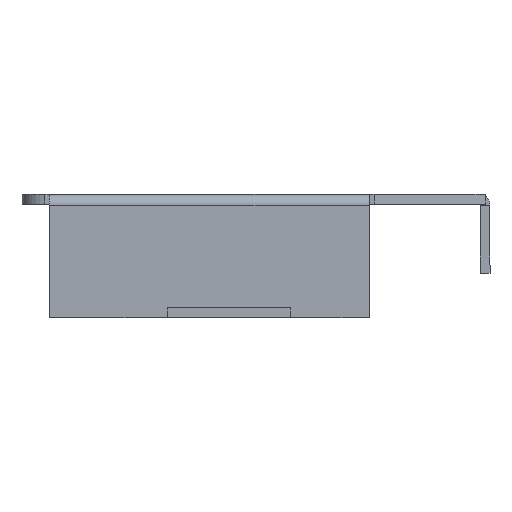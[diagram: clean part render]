
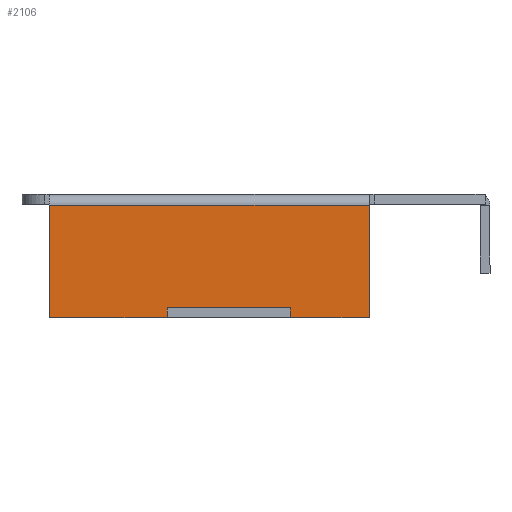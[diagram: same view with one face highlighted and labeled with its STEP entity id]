
A CAD part, left-side view. The second image highlights one B-rep face of the part: STEP entity #2106.
In plain terms, the highlighted planar face has unit normal (-1, 0, 0).
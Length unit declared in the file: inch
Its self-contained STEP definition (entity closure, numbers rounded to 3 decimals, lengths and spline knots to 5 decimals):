
#22 = CARTESIAN_POINT ( 'NONE',  ( 0.00046, 0.1225, -0.011 ) ) ;
#30 = VERTEX_POINT ( 'NONE', #1163 ) ;
#36 = LINE ( 'NONE', #579, #1429 ) ;
#62 = CARTESIAN_POINT ( 'NONE',  ( 0.00046, 0.2025, -0.115 ) ) ;
#103 = ORIENTED_EDGE ( 'NONE', *, *, #2238, .T. ) ;
#171 = PLANE ( 'NONE',  #244 ) ;
#211 = CARTESIAN_POINT ( 'NONE',  ( 0.00046, 0.3275, -0.125 ) ) ;
#244 = AXIS2_PLACEMENT_3D ( 'NONE', #360, #543, #1812 ) ;
#339 = ORIENTED_EDGE ( 'NONE', *, *, #1058, .F. ) ;
#360 = CARTESIAN_POINT ( 'NONE',  ( 0.00046, 0., 0. ) ) ;
#405 = CARTESIAN_POINT ( 'NONE',  ( 0.00046, 0.1225, -0.011 ) ) ;
#415 = DIRECTION ( 'NONE',  ( 0., 0., -1. ) ) ;
#470 = CARTESIAN_POINT ( 'NONE',  ( 0.00046, 0.1225, -0.125 ) ) ;
#480 = EDGE_CURVE ( 'NONE', #587, #2223, #2249, .T. ) ;
#543 = DIRECTION ( 'NONE',  ( 1., 0., 0. ) ) ;
#579 = CARTESIAN_POINT ( 'NONE',  ( 0.00046, 0., -0.125 ) ) ;
#587 = VERTEX_POINT ( 'NONE', #1190 ) ;
#636 = LINE ( 'NONE', #1558, #1062 ) ;
#673 = LINE ( 'NONE', #795, #733 ) ;
#733 = VECTOR ( 'NONE', #2073, 39.37008 ) ;
#787 = LINE ( 'NONE', #2061, #2131 ) ;
#794 = ORIENTED_EDGE ( 'NONE', *, *, #2312, .T. ) ;
#795 = CARTESIAN_POINT ( 'NONE',  ( 0.00046, 0.44708, 0. ) ) ;
#807 = CARTESIAN_POINT ( 'NONE',  ( 0.00046, 0.3275, -0.115 ) ) ;
#836 = VECTOR ( 'NONE', #1821, 39.37008 ) ;
#880 = VERTEX_POINT ( 'NONE', #405 ) ;
#885 = LINE ( 'NONE', #2007, #836 ) ;
#961 = VERTEX_POINT ( 'NONE', #1140 ) ;
#982 = DIRECTION ( 'NONE',  ( 0., 0., -1. ) ) ;
#1008 = LINE ( 'NONE', #22, #1922 ) ;
#1058 = EDGE_CURVE ( 'NONE', #1618, #880, #1008, .T. ) ;
#1062 = VECTOR ( 'NONE', #1196, 39.37008 ) ;
#1122 = ORIENTED_EDGE ( 'NONE', *, *, #1873, .T. ) ;
#1140 = CARTESIAN_POINT ( 'NONE',  ( 0.00046, 0.44708, -0.125 ) ) ;
#1163 = CARTESIAN_POINT ( 'NONE',  ( 0.00046, 0.2025, -0.125 ) ) ;
#1190 = CARTESIAN_POINT ( 'NONE',  ( 0.00046, 0.3275, -0.115 ) ) ;
#1196 = DIRECTION ( 'NONE',  ( 0., -1., 0. ) ) ;
#1247 = CARTESIAN_POINT ( 'NONE',  ( 0.00046, 0.44708, -0.011 ) ) ;
#1278 = VECTOR ( 'NONE', #982, 39.37008 ) ;
#1340 = EDGE_CURVE ( 'NONE', #2033, #587, #1893, .T. ) ;
#1346 = FACE_OUTER_BOUND ( 'NONE', #2229, .T. ) ;
#1429 = VECTOR ( 'NONE', #2036, 39.37008 ) ;
#1474 = EDGE_CURVE ( 'NONE', #30, #1494, #636, .T. ) ;
#1494 = VERTEX_POINT ( 'NONE', #470 ) ;
#1509 = ORIENTED_EDGE ( 'NONE', *, *, #480, .F. ) ;
#1518 = DIRECTION ( 'NONE',  ( 0., 1., 0. ) ) ;
#1558 = CARTESIAN_POINT ( 'NONE',  ( 0.00046, 0., -0.125 ) ) ;
#1618 = VERTEX_POINT ( 'NONE', #1247 ) ;
#1660 = DIRECTION ( 'NONE',  ( 0., -1., 0. ) ) ;
#1686 = ORIENTED_EDGE ( 'NONE', *, *, #1474, .T. ) ;
#1804 = ORIENTED_EDGE ( 'NONE', *, *, #2314, .T. ) ;
#1812 = DIRECTION ( 'NONE',  ( 0., 0., -1. ) ) ;
#1821 = DIRECTION ( 'NONE',  ( 0., 0., 1. ) ) ;
#1873 = EDGE_CURVE ( 'NONE', #1494, #880, #885, .T. ) ;
#1893 = LINE ( 'NONE', #62, #2320 ) ;
#1922 = VECTOR ( 'NONE', #1660, 39.37008 ) ;
#2007 = CARTESIAN_POINT ( 'NONE',  ( 0.00046, 0.1225, 0. ) ) ;
#2033 = VERTEX_POINT ( 'NONE', #2155 ) ;
#2036 = DIRECTION ( 'NONE',  ( 0., -1., 0. ) ) ;
#2061 = CARTESIAN_POINT ( 'NONE',  ( 0.00046, 0.2025, -0.115 ) ) ;
#2073 = DIRECTION ( 'NONE',  ( 0., 0., -1. ) ) ;
#2103 = ORIENTED_EDGE ( 'NONE', *, *, #1340, .F. ) ;
#2106 = ADVANCED_FACE ( 'NONE', ( #1346 ), #171, .F. ) ;
#2131 = VECTOR ( 'NONE', #415, 39.37008 ) ;
#2155 = CARTESIAN_POINT ( 'NONE',  ( 0.00046, 0.2025, -0.115 ) ) ;
#2223 = VERTEX_POINT ( 'NONE', #211 ) ;
#2229 = EDGE_LOOP ( 'NONE', ( #794, #1686, #1122, #339, #1804, #103, #1509, #2103 ) ) ;
#2238 = EDGE_CURVE ( 'NONE', #961, #2223, #36, .T. ) ;
#2249 = LINE ( 'NONE', #807, #1278 ) ;
#2312 = EDGE_CURVE ( 'NONE', #2033, #30, #787, .T. ) ;
#2314 = EDGE_CURVE ( 'NONE', #1618, #961, #673, .T. ) ;
#2320 = VECTOR ( 'NONE', #1518, 39.37008 ) ;
